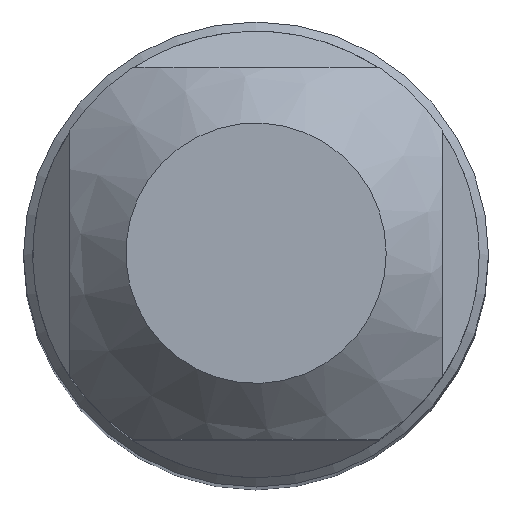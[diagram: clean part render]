
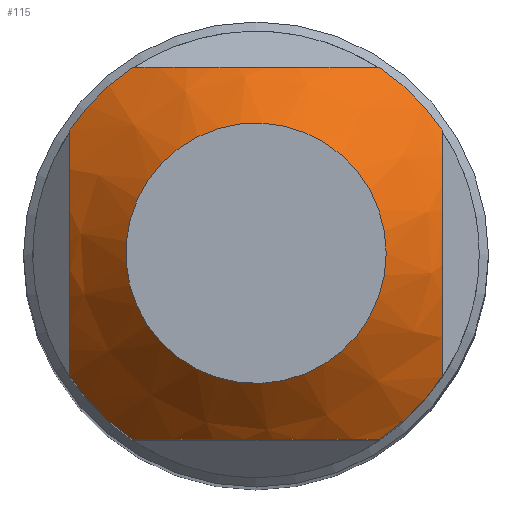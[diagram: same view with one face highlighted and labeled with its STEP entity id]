
A CAD part, top view. The second image highlights one B-rep face of the part: STEP entity #115.
In plain terms, the highlighted conical face has half-angle 45 degrees and reference radius 1.4 mm.
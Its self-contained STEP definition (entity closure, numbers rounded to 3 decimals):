
#97=CONICAL_SURFACE('',#428,1.4,45.);
#115=ADVANCED_FACE('',(#144,#145),#97,.T.);
#144=FACE_BOUND('',#177,.T.);
#145=FACE_BOUND('',#178,.T.);
#177=EDGE_LOOP('',(#225));
#178=EDGE_LOOP('',(#226,#227,#228,#229,#230,#231,#232,#233));
#225=ORIENTED_EDGE('',*,*,#304,.F.);
#226=ORIENTED_EDGE('',*,*,#320,.T.);
#227=ORIENTED_EDGE('',*,*,#321,.T.);
#228=ORIENTED_EDGE('',*,*,#322,.T.);
#229=ORIENTED_EDGE('',*,*,#308,.T.);
#230=ORIENTED_EDGE('',*,*,#323,.T.);
#231=ORIENTED_EDGE('',*,*,#313,.T.);
#232=ORIENTED_EDGE('',*,*,#324,.T.);
#233=ORIENTED_EDGE('',*,*,#318,.T.);
#274=VERTEX_POINT('',#600);
#277=VERTEX_POINT('',#608);
#278=VERTEX_POINT('',#615);
#281=VERTEX_POINT('',#624);
#282=VERTEX_POINT('',#631);
#285=VERTEX_POINT('',#640);
#286=VERTEX_POINT('',#647);
#287=VERTEX_POINT('',#651);
#288=VERTEX_POINT('',#658);
#304=EDGE_CURVE('',#274,#274,#341,.T.);
#308=EDGE_CURVE('',#278,#277,#359,.T.);
#313=EDGE_CURVE('',#282,#281,#360,.T.);
#318=EDGE_CURVE('',#286,#285,#361,.T.);
#320=EDGE_CURVE('',#285,#287,#342,.T.);
#321=EDGE_CURVE('',#287,#288,#362,.T.);
#322=EDGE_CURVE('',#288,#278,#343,.T.);
#323=EDGE_CURVE('',#277,#282,#344,.T.);
#324=EDGE_CURVE('',#281,#286,#345,.T.);
#341=CIRCLE('',#413,1.4);
#342=CIRCLE('',#424,2.4);
#343=CIRCLE('',#425,2.4);
#344=CIRCLE('',#426,2.4);
#345=CIRCLE('',#427,2.4);
#359=B_SPLINE_CURVE_WITH_KNOTS('',3,(#609,#610,#611,#612,#613,#614),
 .UNSPECIFIED.,.F.,.F.,(4,2,4),(0.,0.5,1.),.UNSPECIFIED.);
#360=B_SPLINE_CURVE_WITH_KNOTS('',3,(#625,#626,#627,#628,#629,#630),
 .UNSPECIFIED.,.F.,.F.,(4,2,4),(0.,0.5,1.),.UNSPECIFIED.);
#361=B_SPLINE_CURVE_WITH_KNOTS('',3,(#641,#642,#643,#644,#645,#646),
 .UNSPECIFIED.,.F.,.F.,(4,2,4),(0.,0.5,1.),.UNSPECIFIED.);
#362=B_SPLINE_CURVE_WITH_KNOTS('',3,(#652,#653,#654,#655,#656,#657),
 .UNSPECIFIED.,.F.,.F.,(4,2,4),(0.,0.5,1.),.UNSPECIFIED.);
#413=AXIS2_PLACEMENT_3D('',#599,#481,#482);
#424=AXIS2_PLACEMENT_3D('',#650,#512,#513);
#425=AXIS2_PLACEMENT_3D('',#659,#514,#515);
#426=AXIS2_PLACEMENT_3D('',#660,#516,#517);
#427=AXIS2_PLACEMENT_3D('',#661,#518,#519);
#428=AXIS2_PLACEMENT_3D('',#662,#520,#521);
#481=DIRECTION('',(0.,0.,1.));
#482=DIRECTION('',(1.,0.,0.));
#512=DIRECTION('',(0.,0.,1.));
#513=DIRECTION('',(-1.,0.,0.));
#514=DIRECTION('',(0.,0.,1.));
#515=DIRECTION('',(-1.,0.,0.));
#516=DIRECTION('',(0.,0.,1.));
#517=DIRECTION('',(-1.,0.,0.));
#518=DIRECTION('',(0.,0.,1.));
#519=DIRECTION('',(-1.,0.,0.));
#520=DIRECTION('',(0.,0.,-1.));
#521=DIRECTION('',(-1.,0.,0.));
#599=CARTESIAN_POINT('',(0.,0.,0.));
#600=CARTESIAN_POINT('',(1.4,0.,0.));
#608=CARTESIAN_POINT('',(-1.327,2.,-1.));
#609=CARTESIAN_POINT('',(1.327,2.,-1.));
#610=CARTESIAN_POINT('',(0.917,2.,-0.774));
#611=CARTESIAN_POINT('',(0.465,2.,-0.6));
#612=CARTESIAN_POINT('',(-0.465,2.,-0.6));
#613=CARTESIAN_POINT('',(-0.917,2.,-0.774));
#614=CARTESIAN_POINT('',(-1.327,2.,-1.));
#615=CARTESIAN_POINT('',(1.327,2.,-1.));
#624=CARTESIAN_POINT('',(-2.,-1.327,-1.));
#625=CARTESIAN_POINT('',(-2.,1.327,-1.));
#626=CARTESIAN_POINT('',(-2.,0.917,-0.774));
#627=CARTESIAN_POINT('',(-2.,0.465,-0.6));
#628=CARTESIAN_POINT('',(-2.,-0.465,-0.6));
#629=CARTESIAN_POINT('',(-2.,-0.917,-0.774));
#630=CARTESIAN_POINT('',(-2.,-1.327,-1.));
#631=CARTESIAN_POINT('',(-2.,1.327,-1.));
#640=CARTESIAN_POINT('',(1.327,-2.,-1.));
#641=CARTESIAN_POINT('',(-1.327,-2.,-1.));
#642=CARTESIAN_POINT('',(-0.917,-2.,-0.774));
#643=CARTESIAN_POINT('',(-0.465,-2.,-0.6));
#644=CARTESIAN_POINT('',(0.465,-2.,-0.6));
#645=CARTESIAN_POINT('',(0.917,-2.,-0.774));
#646=CARTESIAN_POINT('',(1.327,-2.,-1.));
#647=CARTESIAN_POINT('',(-1.327,-2.,-1.));
#650=CARTESIAN_POINT('',(0.,0.,-1.));
#651=CARTESIAN_POINT('',(2.,-1.327,-1.));
#652=CARTESIAN_POINT('',(2.,-1.327,-1.));
#653=CARTESIAN_POINT('',(2.,-0.917,-0.774));
#654=CARTESIAN_POINT('',(2.,-0.465,-0.6));
#655=CARTESIAN_POINT('',(2.,0.465,-0.6));
#656=CARTESIAN_POINT('',(2.,0.917,-0.774));
#657=CARTESIAN_POINT('',(2.,1.327,-1.));
#658=CARTESIAN_POINT('',(2.,1.327,-1.));
#659=CARTESIAN_POINT('',(0.,0.,-1.));
#660=CARTESIAN_POINT('',(0.,0.,-1.));
#661=CARTESIAN_POINT('',(0.,0.,-1.));
#662=CARTESIAN_POINT('',(0.,0.,0.));
